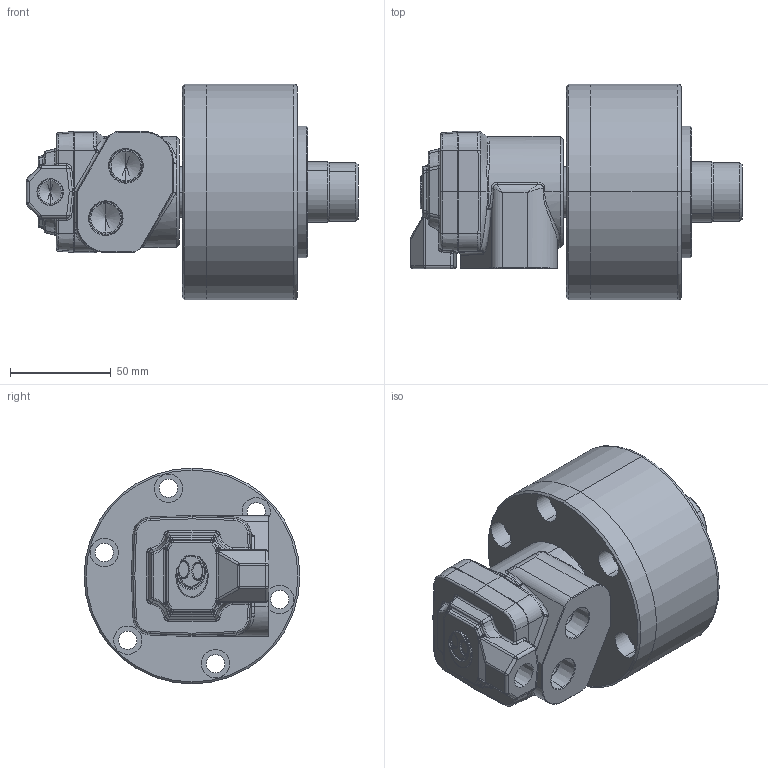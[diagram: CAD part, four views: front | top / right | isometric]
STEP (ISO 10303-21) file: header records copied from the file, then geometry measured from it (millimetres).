
FILE_DESCRIPTION (( 'STEP AP203' ), '1' );
FILE_NAME ('RK-75N²Õ¦X¥ó.STEP', '2011-03-15T06:09:02', ( 'user' ), ( '' ), 'SwSTEP 2.0', 'SolidWorks 2010', '' );
FILE_SCHEMA (( 'CONFIG_CONTROL_DESIGN' ));
Length unit declared in the file: millimetre
Products named in the file (6): RK-75N閥軸; RK-75活塞; RK-75缸體; RK-75閥體; RK-75N組合件; RK-75閥蓋
Assembly tree (5 placements, depth 2):
  RK-75N組合件
    RK-75缸體
    RK-75閥體
    RK-75閥蓋
    RK-75活塞
    RK-75N閥軸
Bounding box: 164.5 x 107 x 107 mm (x, y, z)
Volume: 656770.7 mm3; surface area: 135249.9 mm2
Topology: 5 solids, 5 shells, 486 faces, 1141 edges, 668 vertices
Faces by surface type: cylinder 173, bspline 125, plane 101, cone 58, torus 21, sphere 8
Entity records: 31004 total; most frequent: CARTESIAN_POINT 20126, ORIENTED_EDGE 2218, DIRECTION 1981, EDGE_CURVE 1109, AXIS2_PLACEMENT_3D 804, VERTEX_POINT 668, EDGE_LOOP 549, FACE_OUTER_BOUND 486
